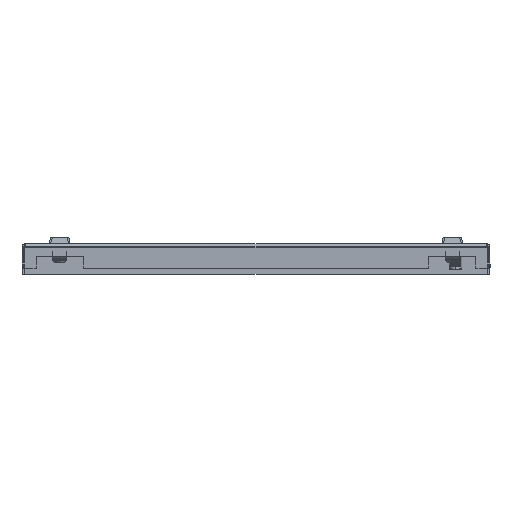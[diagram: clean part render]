
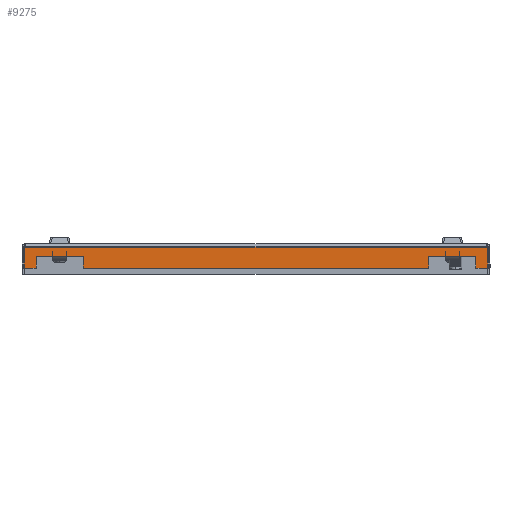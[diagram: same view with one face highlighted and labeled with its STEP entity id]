
A CAD part, left-side view. The second image highlights one B-rep face of the part: STEP entity #9275.
In plain terms, the highlighted planar face has unit normal (-1, 0, 0).
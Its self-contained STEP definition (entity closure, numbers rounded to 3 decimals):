
#3112 = EDGE_LOOP ( 'NONE', ( #73441, #73439, #73437, #73435, #73432, #73430, #73428, #73426, #73424, #73422, #73419, #73417 ) ) ;
#3674 = FACE_OUTER_BOUND ( 'NONE', #3112, .T. ) ;
#5476 = DIRECTION ( 'NONE',  ( 0., 1., 0. ) ) ;
#5479 = CARTESIAN_POINT ( 'NONE',  ( -332.5, 148., 0. ) ) ;
#5481 = DIRECTION ( 'NONE',  ( 0., 0., 1. ) ) ;
#5483 = CARTESIAN_POINT ( 'NONE',  ( -332.5, -147.999, 0. ) ) ;
#5484 = DIRECTION ( 'NONE',  ( 0., 0., -1. ) ) ;
#5712 = CARTESIAN_POINT ( 'NONE',  ( -332.5, 296.007, -0.75 ) ) ;
#5728 = DIRECTION ( 'NONE',  ( 0., -1., 0. ) ) ;
#9275 = ADVANCED_FACE ( 'NONE', ( #3674 ), #83156, .F. ) ;
#41673 = VERTEX_POINT ( 'NONE', #54122 ) ;
#41674 = VERTEX_POINT ( 'NONE', #54123 ) ;
#41675 = VERTEX_POINT ( 'NONE', #54124 ) ;
#41678 = VERTEX_POINT ( 'NONE', #54127 ) ;
#41679 = VERTEX_POINT ( 'NONE', #54128 ) ;
#41680 = VERTEX_POINT ( 'NONE', #54129 ) ;
#41681 = VERTEX_POINT ( 'NONE', #54130 ) ;
#41682 = VERTEX_POINT ( 'NONE', #54131 ) ;
#41683 = VERTEX_POINT ( 'NONE', #54132 ) ;
#41684 = VERTEX_POINT ( 'NONE', #54133 ) ;
#41685 = VERTEX_POINT ( 'NONE', #54134 ) ;
#41690 = VERTEX_POINT ( 'NONE', #54139 ) ;
#54122 = CARTESIAN_POINT ( 'NONE',  ( -332.5, 148., -0.75 ) ) ;
#54123 = CARTESIAN_POINT ( 'NONE',  ( -332.5, 148., -14. ) ) ;
#54124 = CARTESIAN_POINT ( 'NONE',  ( -332.5, 140., -14. ) ) ;
#54127 = CARTESIAN_POINT ( 'NONE',  ( -332.5, -147.999, -0.75 ) ) ;
#54128 = CARTESIAN_POINT ( 'NONE',  ( -332.5, -110., -14. ) ) ;
#54129 = CARTESIAN_POINT ( 'NONE',  ( -332.5, -140., -6.5 ) ) ;
#54130 = CARTESIAN_POINT ( 'NONE',  ( -332.5, 140., -6.5 ) ) ;
#54131 = CARTESIAN_POINT ( 'NONE',  ( -332.5, 110., -6.5 ) ) ;
#54132 = CARTESIAN_POINT ( 'NONE',  ( -332.5, -140., -14. ) ) ;
#54133 = CARTESIAN_POINT ( 'NONE',  ( -332.5, 110., -14. ) ) ;
#54134 = CARTESIAN_POINT ( 'NONE',  ( -332.5, -147.999, -14. ) ) ;
#54139 = CARTESIAN_POINT ( 'NONE',  ( -332.5, -110., -6.5 ) ) ;
#55458 = CARTESIAN_POINT ( 'NONE',  ( -332.5, -148., -14. ) ) ;
#55468 = DIRECTION ( 'NONE',  ( 0., 1., 0. ) ) ;
#55473 = CARTESIAN_POINT ( 'NONE',  ( -332.5, -140., 0. ) ) ;
#55475 = DIRECTION ( 'NONE',  ( 0., 0., 1. ) ) ;
#55477 = CARTESIAN_POINT ( 'NONE',  ( -332.5, -148., -6.5 ) ) ;
#55479 = DIRECTION ( 'NONE',  ( 0., 1., 0. ) ) ;
#55481 = CARTESIAN_POINT ( 'NONE',  ( -332.5, -110., 0. ) ) ;
#55484 = DIRECTION ( 'NONE',  ( 0., 0., -1. ) ) ;
#55490 = CARTESIAN_POINT ( 'NONE',  ( -332.5, -148., -14. ) ) ;
#55494 = DIRECTION ( 'NONE',  ( 0., 1., 0. ) ) ;
#55500 = CARTESIAN_POINT ( 'NONE',  ( -332.5, 110., 0. ) ) ;
#55504 = DIRECTION ( 'NONE',  ( 0., 0., 1. ) ) ;
#55510 = CARTESIAN_POINT ( 'NONE',  ( -332.5, -148., -6.5 ) ) ;
#55512 = CARTESIAN_POINT ( 'NONE',  ( -332.5, -148., -14. ) ) ;
#55514 = DIRECTION ( 'NONE',  ( 0., 1., 0. ) ) ;
#55520 = CARTESIAN_POINT ( 'NONE',  ( -332.5, 140., 0. ) ) ;
#55524 = DIRECTION ( 'NONE',  ( 0., 0., -1. ) ) ;
#61120 = EDGE_CURVE ( 'NONE', #41685, #41683, #81152, .T. ) ;
#61123 = EDGE_CURVE ( 'NONE', #41683, #41680, #81162, .T. ) ;
#61125 = EDGE_CURVE ( 'NONE', #41680, #41690, #81166, .T. ) ;
#61127 = EDGE_CURVE ( 'NONE', #41690, #41679, #81170, .T. ) ;
#61129 = EDGE_CURVE ( 'NONE', #41679, #41684, #81174, .T. ) ;
#61131 = EDGE_CURVE ( 'NONE', #41684, #41682, #81178, .T. ) ;
#61133 = EDGE_CURVE ( 'NONE', #41682, #41681, #81182, .T. ) ;
#61135 = EDGE_CURVE ( 'NONE', #41681, #41675, #81186, .T. ) ;
#61138 = EDGE_CURVE ( 'NONE', #41675, #41674, #81188, .T. ) ;
#61140 = EDGE_CURVE ( 'NONE', #41674, #41673, #81196, .T. ) ;
#61142 = EDGE_CURVE ( 'NONE', #41678, #41685, #81200, .T. ) ;
#61196 = EDGE_CURVE ( 'NONE', #41673, #41678, #81296, .T. ) ;
#64647 = AXIS2_PLACEMENT_3D ( 'NONE', #83196, #83154, #83153 ) ;
#73417 = ORIENTED_EDGE ( 'NONE', *, *, #61142, .F. ) ;
#73419 = ORIENTED_EDGE ( 'NONE', *, *, #61120, .F. ) ;
#73422 = ORIENTED_EDGE ( 'NONE', *, *, #61123, .F. ) ;
#73424 = ORIENTED_EDGE ( 'NONE', *, *, #61125, .F. ) ;
#73426 = ORIENTED_EDGE ( 'NONE', *, *, #61127, .F. ) ;
#73428 = ORIENTED_EDGE ( 'NONE', *, *, #61129, .F. ) ;
#73430 = ORIENTED_EDGE ( 'NONE', *, *, #61131, .F. ) ;
#73432 = ORIENTED_EDGE ( 'NONE', *, *, #61133, .F. ) ;
#73435 = ORIENTED_EDGE ( 'NONE', *, *, #61135, .F. ) ;
#73437 = ORIENTED_EDGE ( 'NONE', *, *, #61138, .F. ) ;
#73439 = ORIENTED_EDGE ( 'NONE', *, *, #61140, .F. ) ;
#73441 = ORIENTED_EDGE ( 'NONE', *, *, #61196, .F. ) ;
#81152 = LINE ( 'NONE', #55458, #81159 ) ;
#81159 = VECTOR ( 'NONE', #55468, 1000. ) ;
#81162 = LINE ( 'NONE', #55473, #81165 ) ;
#81165 = VECTOR ( 'NONE', #55475, 1000. ) ;
#81166 = LINE ( 'NONE', #55477, #81169 ) ;
#81169 = VECTOR ( 'NONE', #55479, 1000. ) ;
#81170 = LINE ( 'NONE', #55481, #81173 ) ;
#81173 = VECTOR ( 'NONE', #55484, 1000. ) ;
#81174 = LINE ( 'NONE', #55490, #81177 ) ;
#81177 = VECTOR ( 'NONE', #55494, 1000. ) ;
#81178 = LINE ( 'NONE', #55500, #81181 ) ;
#81181 = VECTOR ( 'NONE', #55504, 1000. ) ;
#81182 = LINE ( 'NONE', #55510, #81185 ) ;
#81185 = VECTOR ( 'NONE', #55514, 1000. ) ;
#81186 = LINE ( 'NONE', #55520, #81189 ) ;
#81188 = LINE ( 'NONE', #55512, #81195 ) ;
#81189 = VECTOR ( 'NONE', #55524, 1000. ) ;
#81195 = VECTOR ( 'NONE', #5476, 1000. ) ;
#81196 = LINE ( 'NONE', #5479, #81199 ) ;
#81199 = VECTOR ( 'NONE', #5481, 1000. ) ;
#81200 = LINE ( 'NONE', #5483, #81203 ) ;
#81203 = VECTOR ( 'NONE', #5484, 1000. ) ;
#81296 = LINE ( 'NONE', #5712, #81301 ) ;
#81301 = VECTOR ( 'NONE', #5728, 1000. ) ;
#83153 = DIRECTION ( 'NONE',  ( 0., 0., -1. ) ) ;
#83154 = DIRECTION ( 'NONE',  ( 1., 0., 0. ) ) ;
#83156 = PLANE ( 'NONE',  #64647 ) ;
#83196 = CARTESIAN_POINT ( 'NONE',  ( -332.5, -148., 0. ) ) ;
